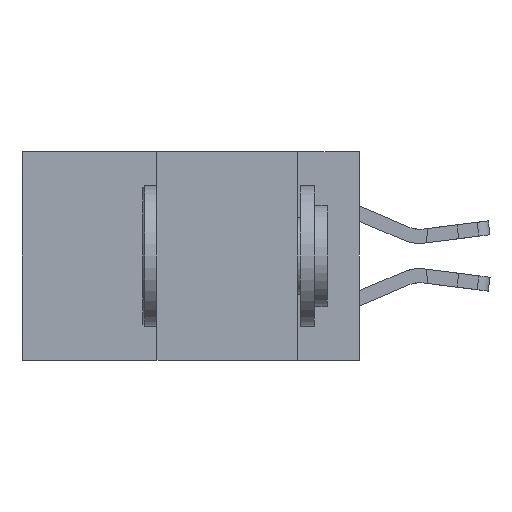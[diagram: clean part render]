
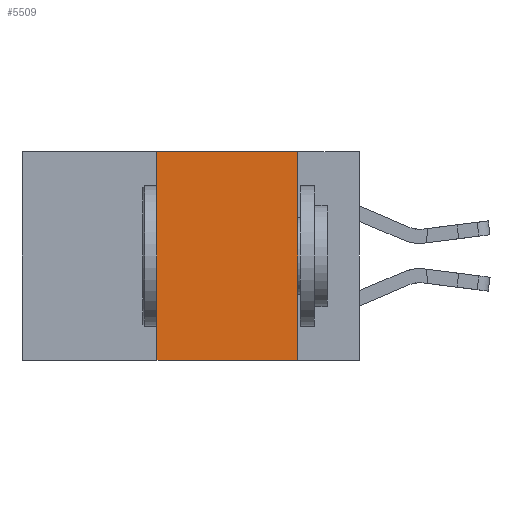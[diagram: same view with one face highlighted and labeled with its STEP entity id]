
A CAD part, left-side view. The second image highlights one B-rep face of the part: STEP entity #5509.
In plain terms, the highlighted planar face has unit normal (-1, 0, 0).
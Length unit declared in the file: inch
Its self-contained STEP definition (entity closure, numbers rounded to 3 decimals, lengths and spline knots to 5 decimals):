
#317 = VECTOR ( 'NONE', #7587, 39.37008 ) ;
#718 = VERTEX_POINT ( 'NONE', #3406 ) ;
#1996 = DIRECTION ( 'NONE',  ( 1., 0., 0. ) ) ;
#2527 = DIRECTION ( 'NONE',  ( 0., 0., 1. ) ) ;
#2905 = EDGE_CURVE ( 'NONE', #21966, #5242, #22868, .T. ) ;
#3406 = CARTESIAN_POINT ( 'NONE',  ( 0., 0.36, 0. ) ) ;
#3786 = ORIENTED_EDGE ( 'NONE', *, *, #5911, .F. ) ;
#5242 = VERTEX_POINT ( 'NONE', #18485 ) ;
#5352 = AXIS2_PLACEMENT_3D ( 'NONE', #26872, #1996, #16614 ) ;
#5509 = ADVANCED_FACE ( 'NONE', ( #15119 ), #24839, .F. ) ;
#5911 = EDGE_CURVE ( 'NONE', #718, #21966, #10868, .T. ) ;
#6958 = VECTOR ( 'NONE', #15190, 39.37008 ) ;
#7587 = DIRECTION ( 'NONE',  ( 0., -1., 0. ) ) ;
#8081 = CARTESIAN_POINT ( 'NONE',  ( 0., 0.11, 0. ) ) ;
#9959 = EDGE_CURVE ( 'NONE', #15201, #718, #11952, .T. ) ;
#10868 = LINE ( 'NONE', #19999, #317 ) ;
#11307 = VECTOR ( 'NONE', #2527, 39.37008 ) ;
#11952 = LINE ( 'NONE', #17158, #11307 ) ;
#13115 = CARTESIAN_POINT ( 'NONE',  ( 0., 0.11, 0. ) ) ;
#13126 = EDGE_LOOP ( 'NONE', ( #13646, #3786, #14949, #20658 ) ) ;
#13646 = ORIENTED_EDGE ( 'NONE', *, *, #2905, .F. ) ;
#13766 = CARTESIAN_POINT ( 'NONE',  ( 0., 0.6, -0.37 ) ) ;
#14949 = ORIENTED_EDGE ( 'NONE', *, *, #9959, .F. ) ;
#15119 = FACE_OUTER_BOUND ( 'NONE', #13126, .T. ) ;
#15190 = DIRECTION ( 'NONE',  ( 0., 0., -1. ) ) ;
#15201 = VERTEX_POINT ( 'NONE', #21984 ) ;
#15832 = DIRECTION ( 'NONE',  ( 0., -1., 0. ) ) ;
#16392 = EDGE_CURVE ( 'NONE', #15201, #5242, #17732, .T. ) ;
#16614 = DIRECTION ( 'NONE',  ( 0., 0., -1. ) ) ;
#17086 = VECTOR ( 'NONE', #15832, 39.37008 ) ;
#17158 = CARTESIAN_POINT ( 'NONE',  ( 0., 0.36, 0. ) ) ;
#17732 = LINE ( 'NONE', #13766, #17086 ) ;
#18485 = CARTESIAN_POINT ( 'NONE',  ( 0., 0.11, -0.37 ) ) ;
#19999 = CARTESIAN_POINT ( 'NONE',  ( 0., 0.6, 0. ) ) ;
#20658 = ORIENTED_EDGE ( 'NONE', *, *, #16392, .T. ) ;
#21966 = VERTEX_POINT ( 'NONE', #8081 ) ;
#21984 = CARTESIAN_POINT ( 'NONE',  ( 0., 0.36, -0.37 ) ) ;
#22868 = LINE ( 'NONE', #13115, #6958 ) ;
#24839 = PLANE ( 'NONE',  #5352 ) ;
#26872 = CARTESIAN_POINT ( 'NONE',  ( 0., 0.6, 0. ) ) ;
